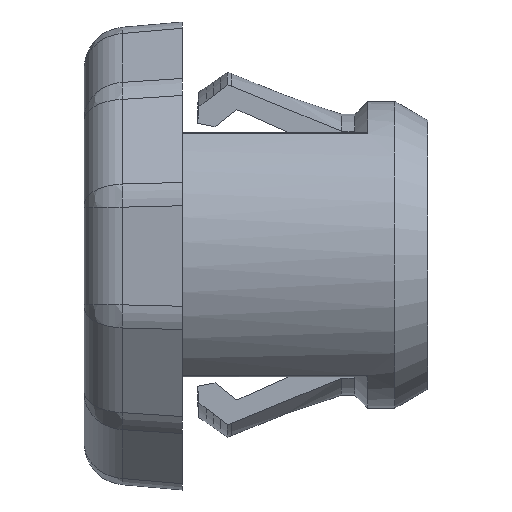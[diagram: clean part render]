
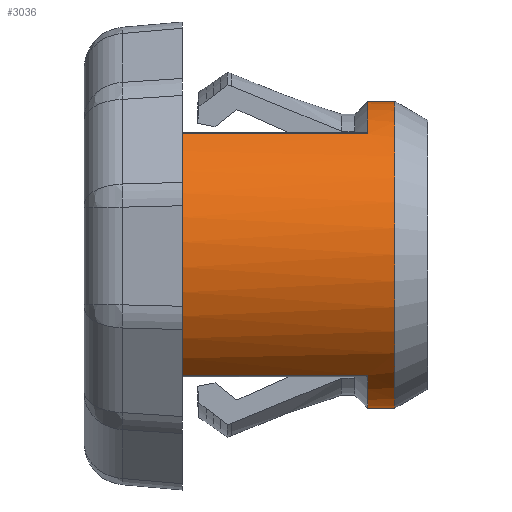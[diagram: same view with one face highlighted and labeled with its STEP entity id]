
A CAD part, left-side view. The second image highlights one B-rep face of the part: STEP entity #3036.
In plain terms, the highlighted cylindrical face has radius 12.5 mm (diameter 25 mm), a full revolution.
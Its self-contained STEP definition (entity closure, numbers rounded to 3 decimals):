
#2232=FACE_BOUND('',#4092,.T.);
#2233=FACE_BOUND('',#4093,.T.);
#2330=CYLINDRICAL_SURFACE('',#10165,12.5);
#2649=CIRCLE('',#10160,12.5);
#2650=CIRCLE('',#10161,12.5);
#2651=CIRCLE('',#10162,12.5);
#2652=CIRCLE('',#10163,12.5);
#2653=CIRCLE('',#10164,12.5);
#3036=ADVANCED_FACE('',(#2232,#2233),#2330,.T.);
#4092=EDGE_LOOP('',(#5981,#5982,#5983,#5984,#5985,#5986,#5987,#5988));
#4093=EDGE_LOOP('',(#5989));
#5981=ORIENTED_EDGE('',*,*,#7879,.T.);
#5982=ORIENTED_EDGE('',*,*,#7880,.T.);
#5983=ORIENTED_EDGE('',*,*,#7881,.T.);
#5984=ORIENTED_EDGE('',*,*,#7882,.F.);
#5985=ORIENTED_EDGE('',*,*,#7883,.T.);
#5986=ORIENTED_EDGE('',*,*,#7884,.T.);
#5987=ORIENTED_EDGE('',*,*,#7885,.T.);
#5988=ORIENTED_EDGE('',*,*,#7886,.F.);
#5989=ORIENTED_EDGE('',*,*,#7887,.T.);
#6897=VERTEX_POINT('',#15623);
#6898=VERTEX_POINT('',#15624);
#6899=VERTEX_POINT('',#15626);
#6900=VERTEX_POINT('',#15628);
#6901=VERTEX_POINT('',#15630);
#6902=VERTEX_POINT('',#15632);
#6903=VERTEX_POINT('',#15634);
#6904=VERTEX_POINT('',#15636);
#6905=VERTEX_POINT('',#15639);
#7879=EDGE_CURVE('',#6897,#6898,#2649,.T.);
#7880=EDGE_CURVE('',#6898,#6899,#8614,.T.);
#7881=EDGE_CURVE('',#6899,#6900,#2650,.T.);
#7882=EDGE_CURVE('',#6901,#6900,#8615,.T.);
#7883=EDGE_CURVE('',#6901,#6902,#2651,.T.);
#7884=EDGE_CURVE('',#6902,#6903,#8616,.T.);
#7885=EDGE_CURVE('',#6903,#6904,#2652,.T.);
#7886=EDGE_CURVE('',#6897,#6904,#8617,.T.);
#7887=EDGE_CURVE('',#6905,#6905,#2653,.T.);
#8614=LINE('',#15625,#9293);
#8615=LINE('',#15629,#9294);
#8616=LINE('',#15633,#9295);
#8617=LINE('',#15637,#9296);
#9293=VECTOR('',#11967,1.);
#9294=VECTOR('',#11970,1.);
#9295=VECTOR('',#11973,1.);
#9296=VECTOR('',#11976,1.);
#10160=AXIS2_PLACEMENT_3D('',#15622,#11965,#11966);
#10161=AXIS2_PLACEMENT_3D('',#15627,#11968,#11969);
#10162=AXIS2_PLACEMENT_3D('',#15631,#11971,#11972);
#10163=AXIS2_PLACEMENT_3D('',#15635,#11974,#11975);
#10164=AXIS2_PLACEMENT_3D('',#15638,#11977,#11978);
#10165=AXIS2_PLACEMENT_3D('',#15640,#11979,#11980);
#11965=DIRECTION('',(0.,-1.,0.));
#11966=DIRECTION('',(0.,0.,-1.));
#11967=DIRECTION('',(0.,1.,0.));
#11968=DIRECTION('',(0.,-1.,0.));
#11969=DIRECTION('',(-1.,0.,0.));
#11970=DIRECTION('',(0.,1.,0.));
#11971=DIRECTION('',(0.,-1.,0.));
#11972=DIRECTION('',(0.,0.,-1.));
#11973=DIRECTION('',(0.,1.,0.));
#11974=DIRECTION('',(0.,-1.,0.));
#11975=DIRECTION('',(1.,0.,0.));
#11976=DIRECTION('',(0.,1.,0.));
#11977=DIRECTION('',(0.,1.,0.));
#11978=DIRECTION('',(0.,0.,1.));
#11979=DIRECTION('',(0.,1.,0.));
#11980=DIRECTION('',(0.,0.,1.));
#15622=CARTESIAN_POINT('',(0.,-15.1,0.));
#15623=CARTESIAN_POINT('',(-7.707,-15.1,-9.841));
#15624=CARTESIAN_POINT('',(7.707,-15.1,-9.841));
#15625=CARTESIAN_POINT('',(7.707,-19.134,-9.841));
#15626=CARTESIAN_POINT('',(7.707,0.,-9.841));
#15627=CARTESIAN_POINT('',(0.,0.,0.));
#15628=CARTESIAN_POINT('',(7.707,0.,9.841));
#15629=CARTESIAN_POINT('',(7.707,-19.134,9.841));
#15630=CARTESIAN_POINT('',(7.707,-15.1,9.841));
#15631=CARTESIAN_POINT('',(0.,-15.1,0.));
#15632=CARTESIAN_POINT('',(-7.707,-15.1,9.841));
#15633=CARTESIAN_POINT('',(-7.707,-19.134,9.841));
#15634=CARTESIAN_POINT('',(-7.707,0.,9.841));
#15635=CARTESIAN_POINT('',(0.,0.,0.));
#15636=CARTESIAN_POINT('',(-7.707,0.,-9.841));
#15637=CARTESIAN_POINT('',(-7.707,-19.134,-9.841));
#15638=CARTESIAN_POINT('',(0.,-17.315,0.));
#15639=CARTESIAN_POINT('',(0.,-17.315,12.5));
#15640=CARTESIAN_POINT('',(0.,-19.134,0.));
